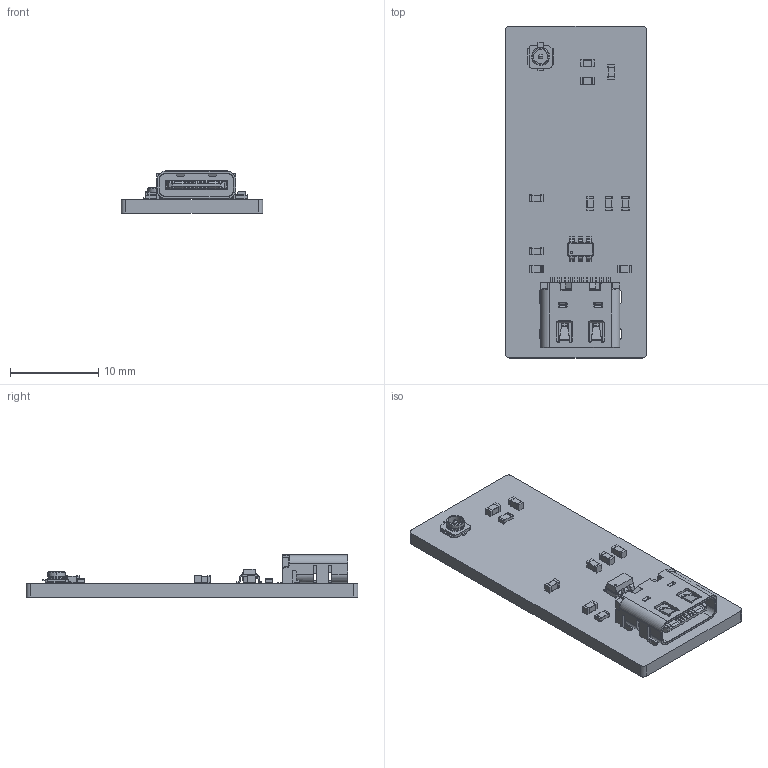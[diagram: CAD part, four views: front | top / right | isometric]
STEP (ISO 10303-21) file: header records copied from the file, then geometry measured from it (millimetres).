
FILE_DESCRIPTION(('KiCad electronic assembly'),'2;1');
FILE_NAME('HALOW-USB.step','2025-12-31T14:33:28',('Pcbnew'),('Kicad'), 'Open CASCADE STEP processor 7.9','KiCad to STEP converter','Unknown' );
FILE_SCHEMA(('AUTOMOTIVE_DESIGN { 1 0 10303 214 1 1 1 1 }'));
Length unit declared in the file: millimetre
Products named in the file (7): HALOW-USB 1; USB-C-SMD_G-SWITCH_GT-USB-7010ASV; C_0603_1608Metric; SOT-23-6; R_0603_1608Metric; RF-SMD_FRF05002-JSS103M; HALOW-USB_PCB
Assembly tree (14 placements, depth 2):
  HALOW-USB 1
    USB-C-SMD_G-SWITCH_GT-USB-7010ASV
    C_0603_1608Metric  x7
    SOT-23-6
    R_0603_1608Metric  x3
    RF-SMD_FRF05002-JSS103M
    HALOW-USB_PCB
Bounding box: 16 x 37.55 x 4.75 mm (x, y, z)
Volume: 1031.1 mm3; surface area: 2026.5 mm2
Topology: 42 solids, 42 shells, 1357 faces, 3524 edges, 2278 vertices
Faces by surface type: plane 797, cylinder 291, bspline 249, cone 16, sphere 4
Full cylindrical faces by diameter (mm): 0.65 x2
Entity records: 44525 total; most frequent: CARTESIAN_POINT 10350, ORIENTED_EDGE 5872, DIRECTION 4388, EDGE_CURVE 2936, VERTEX_POINT 1902, LINE 1864, VECTOR 1864, AXIS2_PLACEMENT_3D 1262
